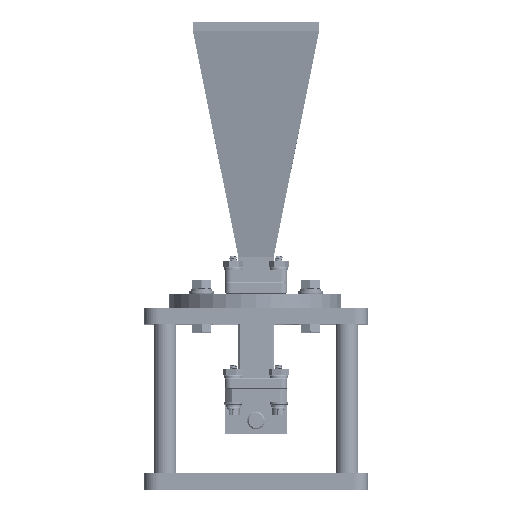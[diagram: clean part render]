
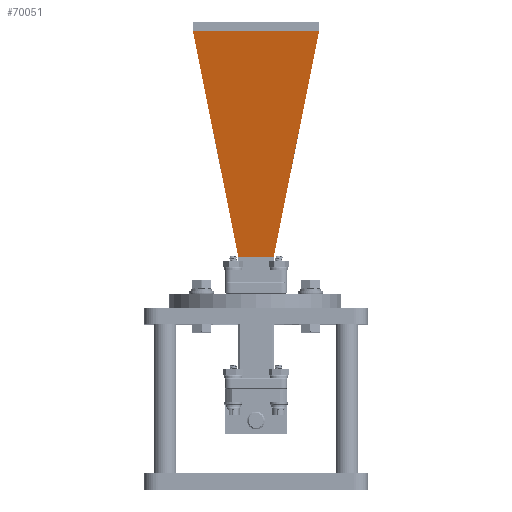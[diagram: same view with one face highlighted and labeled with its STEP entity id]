
A CAD part, top view. The second image highlights one B-rep face of the part: STEP entity #70051.
In plain terms, the highlighted face is planar.
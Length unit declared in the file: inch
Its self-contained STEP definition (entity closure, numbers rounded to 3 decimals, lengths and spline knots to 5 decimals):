
#741 = LINE ( 'NONE', #23106, #40538 ) ;
#813 = CARTESIAN_POINT ( 'NONE',  ( -0.42862, 0., 3.60497 ) ) ;
#1159 = LINE ( 'NONE', #61791, #38225 ) ;
#3167 = EDGE_CURVE ( 'NONE', #7621, #62757, #1159, .T. ) ;
#7438 = CARTESIAN_POINT ( 'NONE',  ( -0.16374, 0.24904, 1.9622 ) ) ;
#7621 = VERTEX_POINT ( 'NONE', #7438 ) ;
#8489 = ORIENTED_EDGE ( 'NONE', *, *, #18395, .T. ) ;
#8505 = VERTEX_POINT ( 'NONE', #65247 ) ;
#9289 = EDGE_CURVE ( 'NONE', #8505, #7621, #36810, .T. ) ;
#10944 = DIRECTION ( 'NONE',  ( -0.156, -0.194, 0.968 ) ) ;
#11350 = DIRECTION ( 'NONE',  ( 0., 1., 0. ) ) ;
#16590 = FACE_OUTER_BOUND ( 'NONE', #29170, .T. ) ;
#18395 = EDGE_CURVE ( 'NONE', #62757, #35827, #26417, .T. ) ;
#20352 = AXIS2_PLACEMENT_3D ( 'NONE', #813, #50046, #45623 ) ;
#21721 = PLANE ( 'NONE',  #20352 ) ;
#23106 = CARTESIAN_POINT ( 'NONE',  ( -0.67683, 0., 5.14442 ) ) ;
#26417 = LINE ( 'NONE', #48838, #45147 ) ;
#26721 = CARTESIAN_POINT ( 'NONE',  ( -0.16374, -0.24904, 1.9622 ) ) ;
#29170 = EDGE_LOOP ( 'NONE', ( #48131, #8489, #29840, #67653 ) ) ;
#29840 = ORIENTED_EDGE ( 'NONE', *, *, #72264, .T. ) ;
#35827 = VERTEX_POINT ( 'NONE', #51410 ) ;
#36810 = LINE ( 'NONE', #47453, #44506 ) ;
#38225 = VECTOR ( 'NONE', #67648, 39.37008 ) ;
#40538 = VECTOR ( 'NONE', #11350, 39.37008 ) ;
#44506 = VECTOR ( 'NONE', #69843, 39.37008 ) ;
#45147 = VECTOR ( 'NONE', #10944, 39.37008 ) ;
#45623 = DIRECTION ( 'NONE',  ( -0.159, 0., 0.987 ) ) ;
#47453 = CARTESIAN_POINT ( 'NONE',  ( -0.67683, 0.88713, 5.14442 ) ) ;
#48131 = ORIENTED_EDGE ( 'NONE', *, *, #3167, .T. ) ;
#48838 = CARTESIAN_POINT ( 'NONE',  ( -0.16374, -0.24904, 1.9622 ) ) ;
#50046 = DIRECTION ( 'NONE',  ( -0.987, 0., -0.159 ) ) ;
#51410 = CARTESIAN_POINT ( 'NONE',  ( -0.67683, -0.88713, 5.14442 ) ) ;
#61791 = CARTESIAN_POINT ( 'NONE',  ( -0.16374, 0., 1.9622 ) ) ;
#62757 = VERTEX_POINT ( 'NONE', #26721 ) ;
#65247 = CARTESIAN_POINT ( 'NONE',  ( -0.67683, 0.88713, 5.14442 ) ) ;
#67648 = DIRECTION ( 'NONE',  ( 0., -1., 0. ) ) ;
#67653 = ORIENTED_EDGE ( 'NONE', *, *, #9289, .T. ) ;
#69843 = DIRECTION ( 'NONE',  ( 0.156, -0.194, -0.968 ) ) ;
#70051 = ADVANCED_FACE ( 'NONE', ( #16590 ), #21721, .T. ) ;
#72264 = EDGE_CURVE ( 'NONE', #35827, #8505, #741, .T. ) ;
